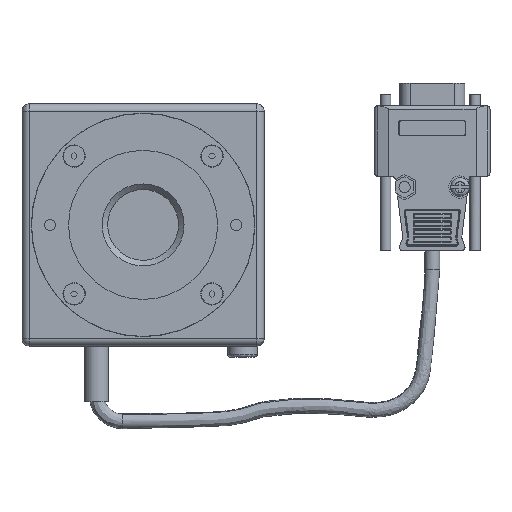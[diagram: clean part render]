
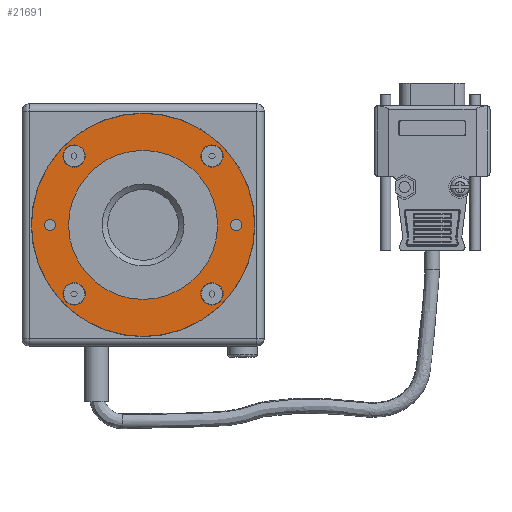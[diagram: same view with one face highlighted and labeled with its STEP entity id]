
A CAD part, front view. The second image highlights one B-rep face of the part: STEP entity #21691.
In plain terms, the highlighted planar face has unit normal (0, -1, 0).
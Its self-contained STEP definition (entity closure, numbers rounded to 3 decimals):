
#87 = CARTESIAN_POINT ( 'NONE',  ( 18.5, 0., 18.5 ) ) ;
#331 = FACE_BOUND ( 'NONE', #8711, .T. ) ;
#417 = EDGE_LOOP ( 'NONE', ( #16363 ) ) ;
#578 = EDGE_CURVE ( 'NONE', #22870, #22870, #3742, .T. ) ;
#954 = AXIS2_PLACEMENT_3D ( 'NONE', #20116, #25544, #14363 ) ;
#991 = DIRECTION ( 'NONE',  ( 0., -1., 0. ) ) ;
#1434 = ORIENTED_EDGE ( 'NONE', *, *, #5922, .F. ) ;
#1536 = DIRECTION ( 'NONE',  ( 0., 1., 0. ) ) ;
#2122 = AXIS2_PLACEMENT_3D ( 'NONE', #8718, #24439, #27406 ) ;
#2195 = AXIS2_PLACEMENT_3D ( 'NONE', #6623, #1536, #22662 ) ;
#2428 = CARTESIAN_POINT ( 'NONE',  ( 0., 0., -20. ) ) ;
#2720 = EDGE_CURVE ( 'NONE', #10636, #10636, #9192, .T. ) ;
#2781 = CARTESIAN_POINT ( 'NONE',  ( 25., 0., 1.5 ) ) ;
#2804 = FACE_BOUND ( 'NONE', #18488, .T. ) ;
#3366 = CARTESIAN_POINT ( 'NONE',  ( -18.5, 0., 18.5 ) ) ;
#3697 = DIRECTION ( 'NONE',  ( 0., 0., 1. ) ) ;
#3742 = CIRCLE ( 'NONE', #954, 3. ) ;
#4308 = AXIS2_PLACEMENT_3D ( 'NONE', #87, #32865, #22359 ) ;
#4339 = CIRCLE ( 'NONE', #11035, 1.5 ) ;
#5182 = DIRECTION ( 'NONE',  ( 0., -1., 0. ) ) ;
#5286 = AXIS2_PLACEMENT_3D ( 'NONE', #5288, #5799, #11212 ) ;
#5288 = CARTESIAN_POINT ( 'NONE',  ( 0., 0., 0. ) ) ;
#5548 = CIRCLE ( 'NONE', #20009, 3. ) ;
#5608 = EDGE_CURVE ( 'NONE', #15340, #15340, #7245, .T. ) ;
#5799 = DIRECTION ( 'NONE',  ( 0., -1., 0. ) ) ;
#5922 = EDGE_CURVE ( 'NONE', #10118, #10118, #18938, .T. ) ;
#6623 = CARTESIAN_POINT ( 'NONE',  ( 0., 0., 0. ) ) ;
#7245 = CIRCLE ( 'NONE', #2195, 29.95 ) ;
#8367 = AXIS2_PLACEMENT_3D ( 'NONE', #19309, #991, #29985 ) ;
#8693 = VERTEX_POINT ( 'NONE', #29666 ) ;
#8711 = EDGE_LOOP ( 'NONE', ( #22668 ) ) ;
#8718 = CARTESIAN_POINT ( 'NONE',  ( 0., 0., 0. ) ) ;
#9192 = CIRCLE ( 'NONE', #5286, 20. ) ;
#10118 = VERTEX_POINT ( 'NONE', #2781 ) ;
#10220 = EDGE_LOOP ( 'NONE', ( #17998 ) ) ;
#10636 = VERTEX_POINT ( 'NONE', #2428 ) ;
#10818 = FACE_BOUND ( 'NONE', #27511, .T. ) ;
#10964 = VERTEX_POINT ( 'NONE', #19332 ) ;
#11035 = AXIS2_PLACEMENT_3D ( 'NONE', #34528, #5182, #34014 ) ;
#11165 = EDGE_LOOP ( 'NONE', ( #25196 ) ) ;
#11212 = DIRECTION ( 'NONE',  ( 0., 0., -1. ) ) ;
#11516 = EDGE_CURVE ( 'NONE', #20923, #20923, #23824, .T. ) ;
#12157 = AXIS2_PLACEMENT_3D ( 'NONE', #3366, #14010, #3697 ) ;
#12636 = EDGE_CURVE ( 'NONE', #21115, #21115, #4339, .T. ) ;
#13595 = EDGE_CURVE ( 'NONE', #8693, #8693, #5548, .T. ) ;
#13780 = PLANE ( 'NONE',  #2122 ) ;
#14010 = DIRECTION ( 'NONE',  ( 0., -1., 0. ) ) ;
#14149 = CARTESIAN_POINT ( 'NONE',  ( 18.5, 0., -18.5 ) ) ;
#14363 = DIRECTION ( 'NONE',  ( 0., 0., 1. ) ) ;
#15340 = VERTEX_POINT ( 'NONE', #34391 ) ;
#15796 = ORIENTED_EDGE ( 'NONE', *, *, #578, .F. ) ;
#16199 = ORIENTED_EDGE ( 'NONE', *, *, #13595, .F. ) ;
#16353 = EDGE_CURVE ( 'NONE', #10964, #10964, #18290, .T. ) ;
#16363 = ORIENTED_EDGE ( 'NONE', *, *, #5608, .F. ) ;
#17078 = ORIENTED_EDGE ( 'NONE', *, *, #16353, .F. ) ;
#17104 = DIRECTION ( 'NONE',  ( 0., 0., 1. ) ) ;
#17998 = ORIENTED_EDGE ( 'NONE', *, *, #2720, .F. ) ;
#18290 = CIRCLE ( 'NONE', #12157, 3. ) ;
#18488 = EDGE_LOOP ( 'NONE', ( #17078 ) ) ;
#18938 = CIRCLE ( 'NONE', #8367, 1.5 ) ;
#19309 = CARTESIAN_POINT ( 'NONE',  ( 25., 0., 0. ) ) ;
#19332 = CARTESIAN_POINT ( 'NONE',  ( -18.5, 0., 21.5 ) ) ;
#19356 = FACE_BOUND ( 'NONE', #10220, .T. ) ;
#20009 = AXIS2_PLACEMENT_3D ( 'NONE', #14149, #24806, #17104 ) ;
#20116 = CARTESIAN_POINT ( 'NONE',  ( -18.5, 0., -18.5 ) ) ;
#20923 = VERTEX_POINT ( 'NONE', #29148 ) ;
#21115 = VERTEX_POINT ( 'NONE', #31790 ) ;
#21640 = FACE_BOUND ( 'NONE', #29302, .T. ) ;
#21691 = ADVANCED_FACE ( 'NONE', ( #19356, #26736, #331, #2804, #21640, #10818, #21967, #23931 ), #13780, .F. ) ;
#21967 = FACE_BOUND ( 'NONE', #11165, .T. ) ;
#22359 = DIRECTION ( 'NONE',  ( 0., 0., 1. ) ) ;
#22662 = DIRECTION ( 'NONE',  ( 0., 0., -1. ) ) ;
#22668 = ORIENTED_EDGE ( 'NONE', *, *, #12636, .F. ) ;
#22870 = VERTEX_POINT ( 'NONE', #33531 ) ;
#23824 = CIRCLE ( 'NONE', #4308, 3. ) ;
#23931 = FACE_OUTER_BOUND ( 'NONE', #417, .T. ) ;
#24439 = DIRECTION ( 'NONE',  ( 0., 1., 0. ) ) ;
#24806 = DIRECTION ( 'NONE',  ( 0., -1., 0. ) ) ;
#25196 = ORIENTED_EDGE ( 'NONE', *, *, #11516, .F. ) ;
#25544 = DIRECTION ( 'NONE',  ( 0., -1., 0. ) ) ;
#26736 = FACE_BOUND ( 'NONE', #28640, .T. ) ;
#27406 = DIRECTION ( 'NONE',  ( 0., 0., 1. ) ) ;
#27511 = EDGE_LOOP ( 'NONE', ( #16199 ) ) ;
#28640 = EDGE_LOOP ( 'NONE', ( #1434 ) ) ;
#29148 = CARTESIAN_POINT ( 'NONE',  ( 18.5, 0., 21.5 ) ) ;
#29302 = EDGE_LOOP ( 'NONE', ( #15796 ) ) ;
#29666 = CARTESIAN_POINT ( 'NONE',  ( 18.5, 0., -15.5 ) ) ;
#29985 = DIRECTION ( 'NONE',  ( 0., 0., 1. ) ) ;
#31790 = CARTESIAN_POINT ( 'NONE',  ( -25., 0., 1.5 ) ) ;
#32865 = DIRECTION ( 'NONE',  ( 0., -1., 0. ) ) ;
#33531 = CARTESIAN_POINT ( 'NONE',  ( -18.5, 0., -15.5 ) ) ;
#34014 = DIRECTION ( 'NONE',  ( 0., 0., 1. ) ) ;
#34391 = CARTESIAN_POINT ( 'NONE',  ( 0., 0., -29.95 ) ) ;
#34528 = CARTESIAN_POINT ( 'NONE',  ( -25., 0., 0. ) ) ;
